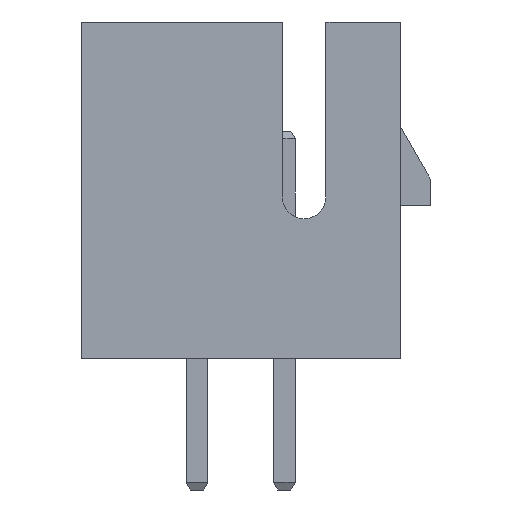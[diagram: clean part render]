
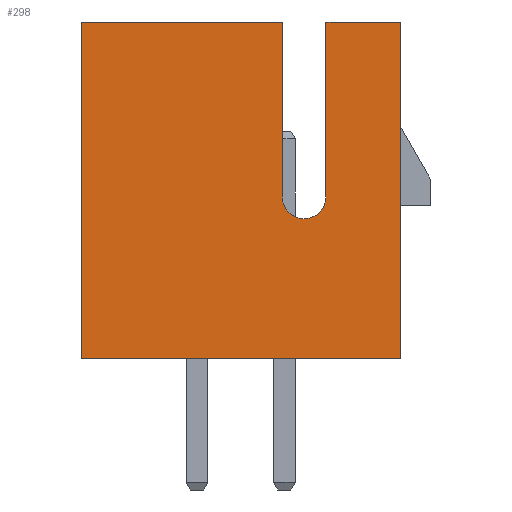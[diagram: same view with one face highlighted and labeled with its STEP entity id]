
A CAD part, left-side view. The second image highlights one B-rep face of the part: STEP entity #298.
In plain terms, the highlighted planar face has unit normal (-1, 0, 0).
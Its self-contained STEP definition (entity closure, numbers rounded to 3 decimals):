
#37 = DIRECTION ( 'NONE',  ( 0., 0., 1. ) ) ;
#44 = CARTESIAN_POINT ( 'NONE',  ( -14., 3.65, 0. ) ) ;
#65 = LINE ( 'NONE', #5430, #3926 ) ;
#73 = VERTEX_POINT ( 'NONE', #5813 ) ;
#78 = DIRECTION ( 'NONE',  ( 0., 0., 1. ) ) ;
#97 = EDGE_CURVE ( 'NONE', #73, #1356, #2929, .T. ) ;
#291 = CARTESIAN_POINT ( 'NONE',  ( -14., -3.65, 0. ) ) ;
#298 = ADVANCED_FACE ( 'NONE', ( #2890 ), #1798, .T. ) ;
#350 = ORIENTED_EDGE ( 'NONE', *, *, #4152, .T. ) ;
#435 = LINE ( 'NONE', #5198, #6336 ) ;
#494 = EDGE_CURVE ( 'NONE', #2962, #902, #6106, .T. ) ;
#659 = EDGE_LOOP ( 'NONE', ( #1365, #4495, #3659, #2784, #350, #7057, #5688, #3530 ) ) ;
#687 = CARTESIAN_POINT ( 'NONE',  ( -14., 3.65, 0. ) ) ;
#902 = VERTEX_POINT ( 'NONE', #291 ) ;
#914 = EDGE_CURVE ( 'NONE', #930, #1356, #6640, .T. ) ;
#930 = VERTEX_POINT ( 'NONE', #1468 ) ;
#980 = DIRECTION ( 'NONE',  ( 0., 1., 0. ) ) ;
#1032 = VECTOR ( 'NONE', #2837, 1000. ) ;
#1074 = VECTOR ( 'NONE', #980, 1000. ) ;
#1160 = CARTESIAN_POINT ( 'NONE',  ( -14., 3.65, 7.7 ) ) ;
#1171 = DIRECTION ( 'NONE',  ( 0., -1., 0. ) ) ;
#1295 = CARTESIAN_POINT ( 'NONE',  ( -14., -0.95, 3.7 ) ) ;
#1333 = CARTESIAN_POINT ( 'NONE',  ( -14., -3.65, 7.7 ) ) ;
#1356 = VERTEX_POINT ( 'NONE', #1160 ) ;
#1365 = ORIENTED_EDGE ( 'NONE', *, *, #6551, .T. ) ;
#1468 = CARTESIAN_POINT ( 'NONE',  ( -14., -0.95, 7.7 ) ) ;
#1601 = CARTESIAN_POINT ( 'NONE',  ( -14., -3.65, 0. ) ) ;
#1670 = DIRECTION ( 'NONE',  ( 0., 0., 1. ) ) ;
#1798 = PLANE ( 'NONE',  #7367 ) ;
#1969 = DIRECTION ( 'NONE',  ( 0., 1., 0. ) ) ;
#2370 = DIRECTION ( 'NONE',  ( 0., 0., 1. ) ) ;
#2784 = ORIENTED_EDGE ( 'NONE', *, *, #97, .F. ) ;
#2790 = LINE ( 'NONE', #5127, #6586 ) ;
#2837 = DIRECTION ( 'NONE',  ( 0., 0., -1. ) ) ;
#2890 = FACE_OUTER_BOUND ( 'NONE', #659, .T. ) ;
#2929 = LINE ( 'NONE', #44, #6624 ) ;
#2962 = VERTEX_POINT ( 'NONE', #1333 ) ;
#3206 = CIRCLE ( 'NONE', #6235, 0.5 ) ;
#3530 = ORIENTED_EDGE ( 'NONE', *, *, #6375, .T. ) ;
#3578 = DIRECTION ( 'NONE',  ( 1., 0., 0. ) ) ;
#3659 = ORIENTED_EDGE ( 'NONE', *, *, #914, .T. ) ;
#3671 = EDGE_CURVE ( 'NONE', #2962, #5093, #65, .T. ) ;
#3799 = CARTESIAN_POINT ( 'NONE',  ( -14., -1.95, 3.7 ) ) ;
#3926 = VECTOR ( 'NONE', #1969, 1000. ) ;
#3996 = CARTESIAN_POINT ( 'NONE',  ( -14., -1.95, 0. ) ) ;
#4089 = CARTESIAN_POINT ( 'NONE',  ( -14., -1.45, 3.7 ) ) ;
#4152 = EDGE_CURVE ( 'NONE', #73, #902, #435, .T. ) ;
#4495 = ORIENTED_EDGE ( 'NONE', *, *, #5898, .T. ) ;
#4584 = VERTEX_POINT ( 'NONE', #1295 ) ;
#4622 = DIRECTION ( 'NONE',  ( -1., 0., 0. ) ) ;
#4960 = DIRECTION ( 'NONE',  ( 0., 0., -1. ) ) ;
#5093 = VERTEX_POINT ( 'NONE', #6228 ) ;
#5127 = CARTESIAN_POINT ( 'NONE',  ( -14., -0.95, 0. ) ) ;
#5198 = CARTESIAN_POINT ( 'NONE',  ( -14., 3.65, 0. ) ) ;
#5213 = LINE ( 'NONE', #3996, #1032 ) ;
#5430 = CARTESIAN_POINT ( 'NONE',  ( -14., 3.65, 7.7 ) ) ;
#5688 = ORIENTED_EDGE ( 'NONE', *, *, #3671, .T. ) ;
#5813 = CARTESIAN_POINT ( 'NONE',  ( -14., 3.65, 0. ) ) ;
#5898 = EDGE_CURVE ( 'NONE', #4584, #930, #2790, .T. ) ;
#6062 = CARTESIAN_POINT ( 'NONE',  ( -14., 3.65, 7.7 ) ) ;
#6106 = LINE ( 'NONE', #1601, #6889 ) ;
#6228 = CARTESIAN_POINT ( 'NONE',  ( -14., -1.95, 7.7 ) ) ;
#6235 = AXIS2_PLACEMENT_3D ( 'NONE', #4089, #3578, #37 ) ;
#6336 = VECTOR ( 'NONE', #1171, 1000. ) ;
#6375 = EDGE_CURVE ( 'NONE', #5093, #6883, #5213, .T. ) ;
#6551 = EDGE_CURVE ( 'NONE', #6883, #4584, #3206, .T. ) ;
#6586 = VECTOR ( 'NONE', #1670, 1000. ) ;
#6624 = VECTOR ( 'NONE', #2370, 1000. ) ;
#6640 = LINE ( 'NONE', #6062, #1074 ) ;
#6883 = VERTEX_POINT ( 'NONE', #3799 ) ;
#6889 = VECTOR ( 'NONE', #4960, 1000. ) ;
#7057 = ORIENTED_EDGE ( 'NONE', *, *, #494, .F. ) ;
#7367 = AXIS2_PLACEMENT_3D ( 'NONE', #687, #4622, #78 ) ;
